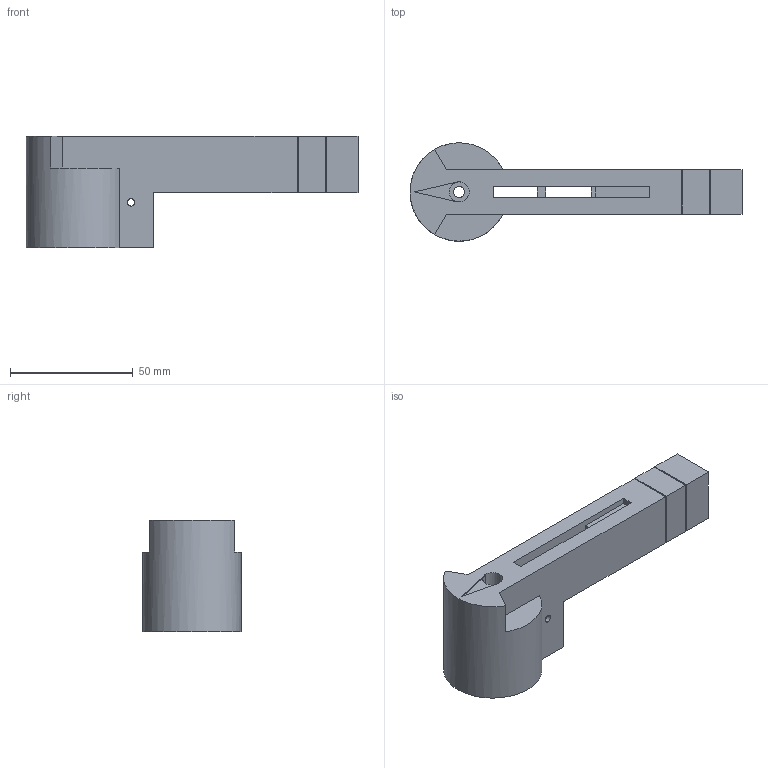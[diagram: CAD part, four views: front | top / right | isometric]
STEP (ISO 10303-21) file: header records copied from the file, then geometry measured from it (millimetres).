
FILE_DESCRIPTION (( 'STEP AP214' ), '1' );
FILE_NAME ('36297910.step', '2016-05-09T12:22:51', ( '' ), ( '' ), 'SwSTEP 2.0', 'SolidWorks 2015', '' );
FILE_SCHEMA (( 'AUTOMOTIVE_DESIGN' ));
Length unit declared in the file: inch
Products named in the file (1): 36297910
Bounding box: 135 x 39.98 x 45.5 mm (x, y, z)
Volume: 77570.9 mm3; surface area: 25165.2 mm2
Topology: 1 solids, 1 shells, 124 faces, 352 edges, 234 vertices
Faces by surface type: plane 109, cylinder 15
Entity records: 4034 total; most frequent: CARTESIAN_POINT 735, ORIENTED_EDGE 704, DIRECTION 620, EDGE_CURVE 352, VECTOR 318, LINE 318, VERTEX_POINT 234, AXIS2_PLACEMENT_3D 151
